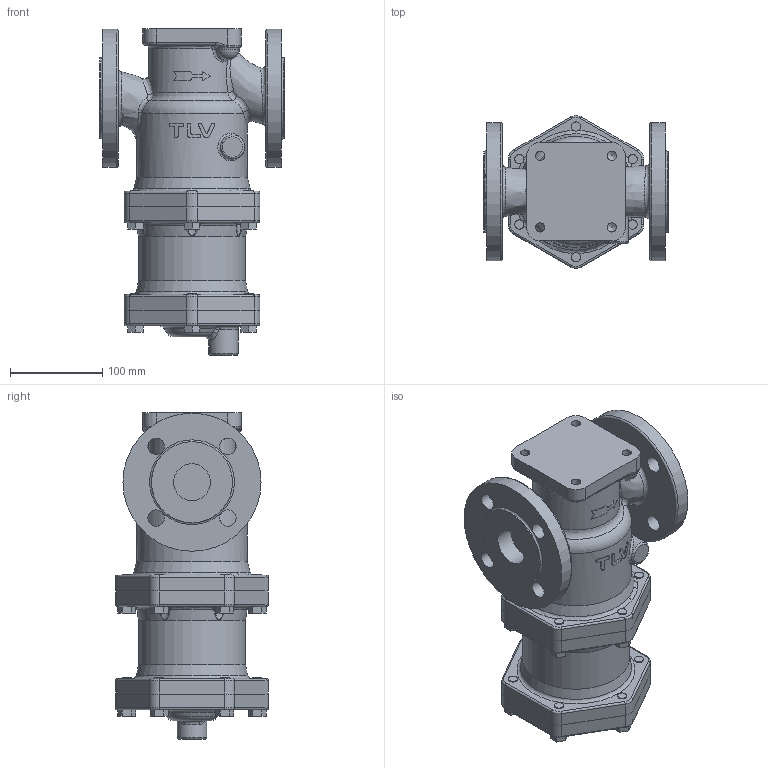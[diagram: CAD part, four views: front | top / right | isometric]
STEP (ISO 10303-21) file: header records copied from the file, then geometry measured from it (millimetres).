
FILE_DESCRIPTION(/* description */ (''),/* implementation_level */ '2;1');
FILE_NAME(/* name */ 'rcv16-040-e0025-00.stp',/* time_stamp */ '2018-11-13T07:35:49+09:00',/* author */ ('nakaot'),/* organization */ (''),/* preprocessor_version */ 'ST-DEVELOPER v15.6',/* originating_system */ 'Autodesk Inventor 2015',/* authorisation */ '');
FILE_SCHEMA (('CONFIG_CONTROL_DESIGN'));
Length unit declared in the file: millimetre
Products named in the file (1): rcv16-040-e0025-00
Bounding box: 200 x 166.02 x 354.7 mm (x, y, z)
Volume: 4634611.6 mm3; surface area: 348312.9 mm2
Topology: 1 solids, 1 shells, 458 faces, 1133 edges, 702 vertices
Faces by surface type: plane 175, cylinder 128, bspline 86, torus 60, cone 7, sphere 2
Full cylindrical faces by diameter (mm): 10 x24, 10.106 x4, 12 x12, 17.475 x1, 18 x8, 32 x1, 40 x2, 88 x2, 88.473 x1, 90.862 x1, 116 x1, 120 x1, 150 x2
Entity records: 17642 total; most frequent: CARTESIAN_POINT 7625, ORIENTED_EDGE 2008, DIRECTION 1974, EDGE_CURVE 1004, AXIS2_PLACEMENT_3D 785, VERTEX_POINT 662, EDGE_LOOP 616, FACE_OUTER_BOUND 458
